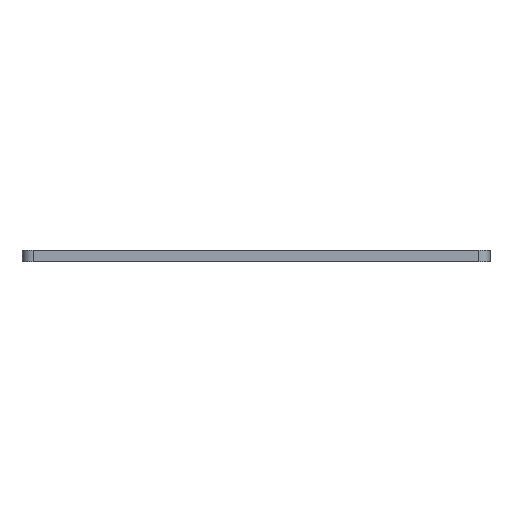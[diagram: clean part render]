
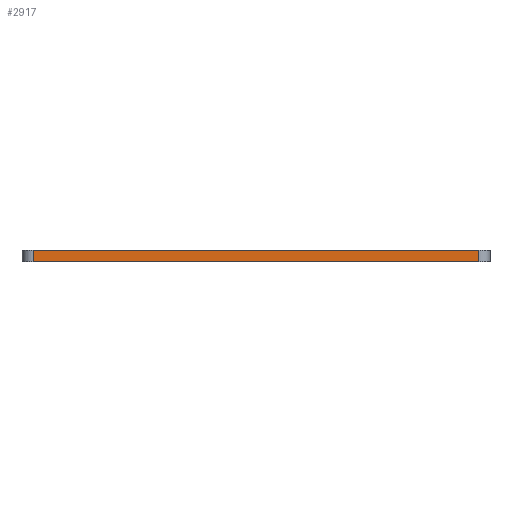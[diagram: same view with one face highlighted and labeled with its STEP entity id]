
A CAD part, front view. The second image highlights one B-rep face of the part: STEP entity #2917.
In plain terms, the highlighted planar face has unit normal (0, -1, 0).
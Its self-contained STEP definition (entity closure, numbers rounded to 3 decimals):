
#59=PLANE('',#3147);
#135=FACE_OUTER_BOUND('',#306,.T.);
#306=EDGE_LOOP('',(#2109,#2110,#2111,#2112));
#480=LINE('',#4291,#772);
#549=LINE('',#4576,#841);
#550=LINE('',#4579,#842);
#551=LINE('',#4580,#843);
#772=VECTOR('',#3390,10.);
#841=VECTOR('',#3609,10.);
#842=VECTOR('',#3612,10.);
#843=VECTOR('',#3613,10.);
#1218=VERTEX_POINT('',#4288);
#1219=VERTEX_POINT('',#4290);
#1360=VERTEX_POINT('',#4574);
#1361=VERTEX_POINT('',#4578);
#1516=EDGE_CURVE('',#1219,#1218,#480,.T.);
#1659=EDGE_CURVE('',#1219,#1360,#549,.T.);
#1660=EDGE_CURVE('',#1361,#1218,#550,.T.);
#1661=EDGE_CURVE('',#1360,#1361,#551,.T.);
#2109=ORIENTED_EDGE('',*,*,#1659,.F.);
#2110=ORIENTED_EDGE('',*,*,#1516,.T.);
#2111=ORIENTED_EDGE('',*,*,#1660,.F.);
#2112=ORIENTED_EDGE('',*,*,#1661,.F.);
#2917=ADVANCED_FACE('',(#135),#59,.T.);
#3147=AXIS2_PLACEMENT_3D('',#4577,#3610,#3611);
#3390=DIRECTION('',(1.,0.,0.));
#3609=DIRECTION('',(0.,0.,1.));
#3610=DIRECTION('center_axis',(0.,-1.,0.));
#3611=DIRECTION('ref_axis',(1.,0.,0.));
#3612=DIRECTION('',(0.,0.,-1.));
#3613=DIRECTION('',(1.,0.,0.));
#4288=CARTESIAN_POINT('',(110.2,-10.,10.));
#4290=CARTESIAN_POINT('',(-7.,-10.,10.));
#4291=CARTESIAN_POINT('',(-10.,-10.,10.));
#4574=CARTESIAN_POINT('',(-7.,-10.,13.));
#4576=CARTESIAN_POINT('',(-7.,-10.,10.));
#4577=CARTESIAN_POINT('Origin',(-10.,-10.,10.));
#4578=CARTESIAN_POINT('',(110.2,-10.,13.));
#4579=CARTESIAN_POINT('',(110.2,-10.,10.));
#4580=CARTESIAN_POINT('',(-10.,-10.,13.));
